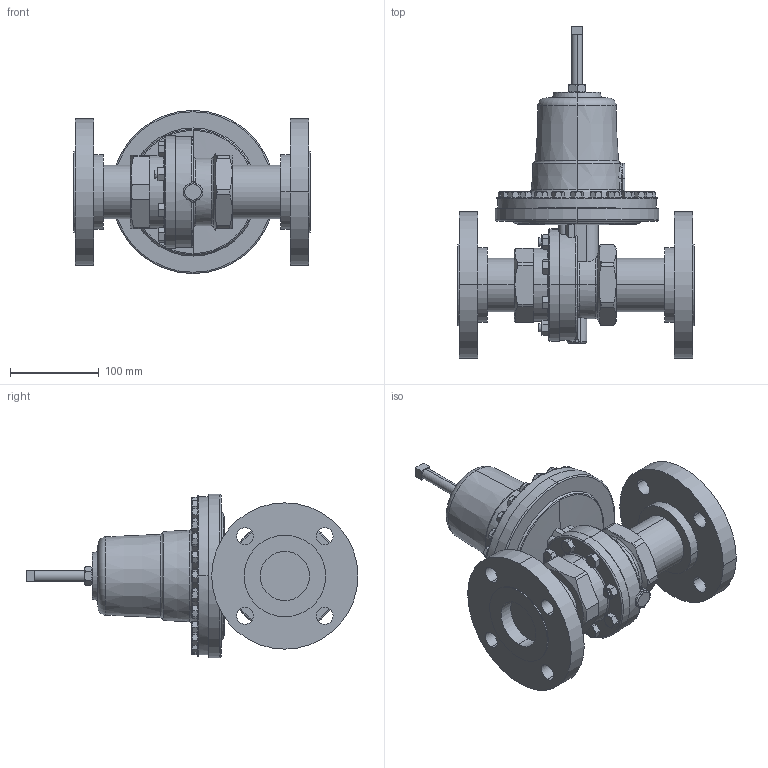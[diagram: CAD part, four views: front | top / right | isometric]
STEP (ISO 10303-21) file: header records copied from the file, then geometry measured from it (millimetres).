
FILE_DESCRIPTION (( 'STEP AP203' ), '1' );
FILE_NAME ('63-200-DI+BR-F3.STEP', '2017-07-25T13:25:45', ( '' ), ( '' ), 'SwSTEP 2.0', 'SolidWorks 2014', '' );
FILE_SCHEMA (( 'CONFIG_CONTROL_DESIGN' ));
Length unit declared in the file: inch
Products named in the file (2): 63-200-DI+BR-F3
Bounding box: 266.7 x 374.65 x 184.15 mm (x, y, z)
Volume: 3663068.9 mm3; surface area: 316526.6 mm2
Topology: 1 solids, 1 shells, 926 faces, 2243 edges, 1381 vertices
Faces by surface type: plane 380, cone 248, cylinder 192, bspline 60, torus 44, sphere 2
Entity records: 42109 total; most frequent: CARTESIAN_POINT 21044, ORIENTED_EDGE 4486, DIRECTION 4156, EDGE_CURVE 2243, AXIS2_PLACEMENT_3D 1702, VERTEX_POINT 1381, EDGE_LOOP 1054, FACE_OUTER_BOUND 926
